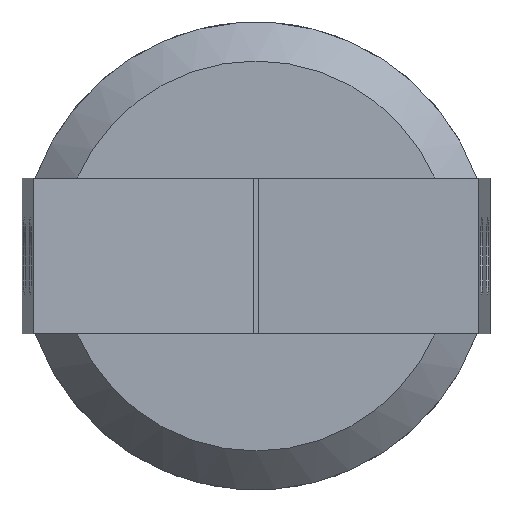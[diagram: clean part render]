
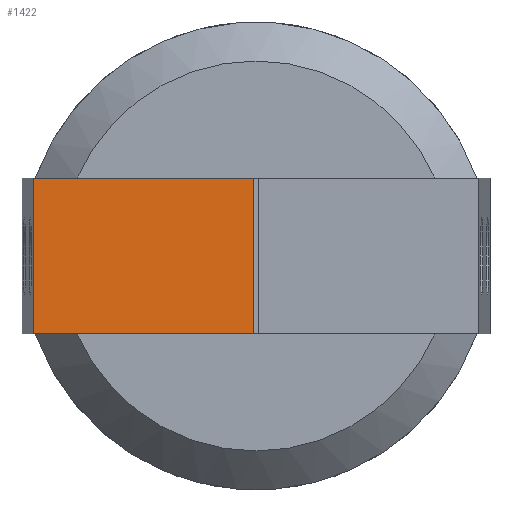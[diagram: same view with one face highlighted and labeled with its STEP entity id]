
A CAD part, front view. The second image highlights one B-rep face of the part: STEP entity #1422.
In plain terms, the highlighted face is planar.
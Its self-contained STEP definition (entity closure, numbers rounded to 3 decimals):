
#106=LINE('',#2201,#176);
#108=LINE('',#2205,#178);
#109=LINE('',#2207,#179);
#110=LINE('',#2209,#180);
#176=VECTOR('',#1799,1000.);
#178=VECTOR('',#1803,1000.);
#179=VECTOR('',#1804,1000.);
#180=VECTOR('',#1805,1000.);
#220=PLANE('',#1535);
#447=ORIENTED_EDGE('',*,*,#614,.T.);
#448=ORIENTED_EDGE('',*,*,#615,.F.);
#449=ORIENTED_EDGE('',*,*,#616,.F.);
#450=ORIENTED_EDGE('',*,*,#612,.T.);
#612=EDGE_CURVE('',#716,#715,#106,.T.);
#614=EDGE_CURVE('',#715,#717,#108,.T.);
#615=EDGE_CURVE('',#718,#717,#109,.T.);
#616=EDGE_CURVE('',#716,#718,#110,.T.);
#715=VERTEX_POINT('',#2200);
#716=VERTEX_POINT('',#2202);
#717=VERTEX_POINT('',#2206);
#718=VERTEX_POINT('',#2208);
#861=EDGE_LOOP('',(#447,#448,#449,#450));
#966=FACE_BOUND('',#861,.T.);
#1422=ADVANCED_FACE('',(#966),#220,.F.);
#1535=AXIS2_PLACEMENT_3D('',#2204,#1801,#1802);
#1799=DIRECTION('',(0.,0.,-1.));
#1801=DIRECTION('',(0.,1.,0.));
#1802=DIRECTION('',(0.,0.,1.));
#1803=DIRECTION('',(1.,0.,0.));
#1804=DIRECTION('',(0.,0.,-1.));
#1805=DIRECTION('',(1.,0.,0.));
#2200=CARTESIAN_POINT('',(-9.1,0.,-3.));
#2201=CARTESIAN_POINT('',(-9.1,0.,3.));
#2202=CARTESIAN_POINT('',(-9.1,0.,3.));
#2204=CARTESIAN_POINT('',(-9.1,0.,3.));
#2205=CARTESIAN_POINT('',(-9.1,0.,-3.));
#2206=CARTESIAN_POINT('',(-0.6,0.,-3.));
#2207=CARTESIAN_POINT('',(-0.6,0.,3.));
#2208=CARTESIAN_POINT('',(-0.6,0.,3.));
#2209=CARTESIAN_POINT('',(-9.1,0.,3.));
